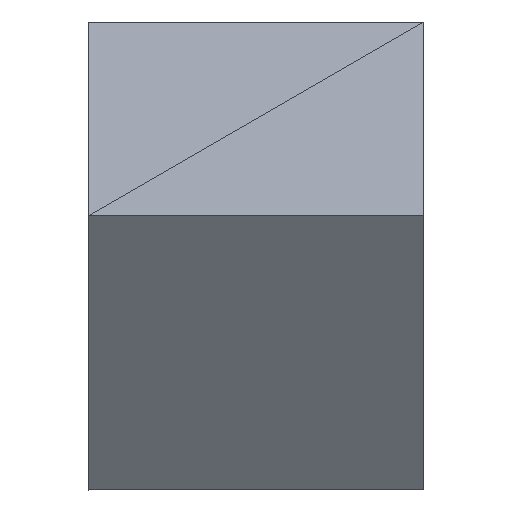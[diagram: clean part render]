
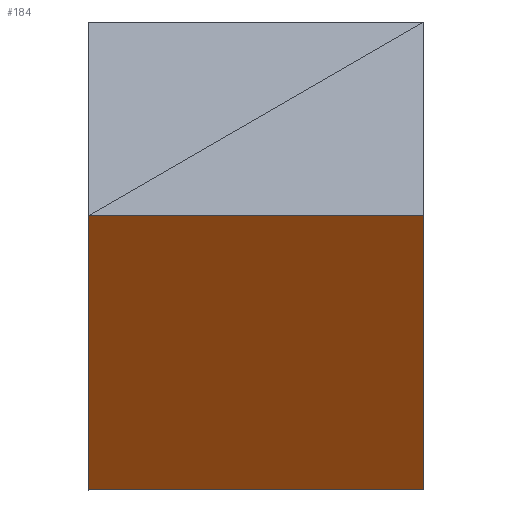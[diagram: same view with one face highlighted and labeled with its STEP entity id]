
A CAD part, isometric view. The second image highlights one B-rep face of the part: STEP entity #184.
In plain terms, the highlighted face is planar.
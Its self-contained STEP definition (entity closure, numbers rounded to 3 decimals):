
#4 = PLANE ( 'NONE',  #333 ) ;
#12 = EDGE_CURVE ( 'NONE', #318, #178, #279, .T. ) ;
#26 = EDGE_CURVE ( 'NONE', #143, #318, #114, .T. ) ;
#28 = DIRECTION ( 'NONE',  ( 0., -0.707, -0.707 ) ) ;
#49 = EDGE_CURVE ( 'NONE', #143, #260, #351, .T. ) ;
#56 = VECTOR ( 'NONE', #159, 1000. ) ;
#59 = CARTESIAN_POINT ( 'NONE',  ( 12.5, 0., 17.678 ) ) ;
#66 = EDGE_CURVE ( 'NONE', #260, #178, #357, .T. ) ;
#90 = CARTESIAN_POINT ( 'NONE',  ( 12.5, 17.678, 0. ) ) ;
#100 = DIRECTION ( 'NONE',  ( -1., 0., 0. ) ) ;
#103 = ORIENTED_EDGE ( 'NONE', *, *, #26, .F. ) ;
#109 = DIRECTION ( 'NONE',  ( -1., 0., 0. ) ) ;
#114 = LINE ( 'NONE', #90, #56 ) ;
#116 = CARTESIAN_POINT ( 'NONE',  ( 12.5, 17.678, 0. ) ) ;
#128 = VECTOR ( 'NONE', #100, 1000. ) ;
#137 = DIRECTION ( 'NONE',  ( 0., -0.707, 0.707 ) ) ;
#143 = VERTEX_POINT ( 'NONE', #116 ) ;
#146 = CARTESIAN_POINT ( 'NONE',  ( -12.5, 17.678, 0. ) ) ;
#159 = DIRECTION ( 'NONE',  ( 0., -0.707, 0.707 ) ) ;
#165 = CARTESIAN_POINT ( 'NONE',  ( 12.5, 0., 17.678 ) ) ;
#178 = VERTEX_POINT ( 'NONE', #228 ) ;
#184 = ADVANCED_FACE ( 'NONE', ( #244 ), #4, .F. ) ;
#200 = CARTESIAN_POINT ( 'NONE',  ( 12.5, 17.678, 0. ) ) ;
#212 = VECTOR ( 'NONE', #109, 1000. ) ;
#221 = EDGE_LOOP ( 'NONE', ( #302, #270, #103, #310 ) ) ;
#224 = DIRECTION ( 'NONE',  ( 0., 0.707, -0.707 ) ) ;
#228 = CARTESIAN_POINT ( 'NONE',  ( -12.5, 0., 17.678 ) ) ;
#244 = FACE_OUTER_BOUND ( 'NONE', #221, .T. ) ;
#260 = VERTEX_POINT ( 'NONE', #146 ) ;
#270 = ORIENTED_EDGE ( 'NONE', *, *, #12, .F. ) ;
#279 = LINE ( 'NONE', #165, #212 ) ;
#302 = ORIENTED_EDGE ( 'NONE', *, *, #66, .T. ) ;
#304 = CARTESIAN_POINT ( 'NONE',  ( -12.5, 17.678, 0. ) ) ;
#310 = ORIENTED_EDGE ( 'NONE', *, *, #49, .T. ) ;
#318 = VERTEX_POINT ( 'NONE', #59 ) ;
#333 = AXIS2_PLACEMENT_3D ( 'NONE', #200, #28, #224 ) ;
#338 = VECTOR ( 'NONE', #137, 1000. ) ;
#345 = CARTESIAN_POINT ( 'NONE',  ( 12.5, 17.678, 0. ) ) ;
#351 = LINE ( 'NONE', #345, #128 ) ;
#357 = LINE ( 'NONE', #304, #338 ) ;
